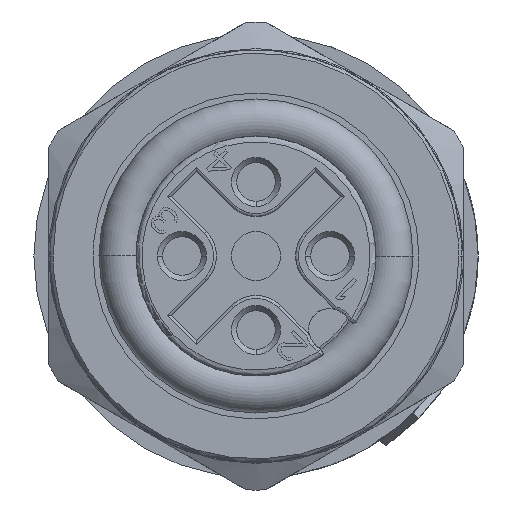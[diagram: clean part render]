
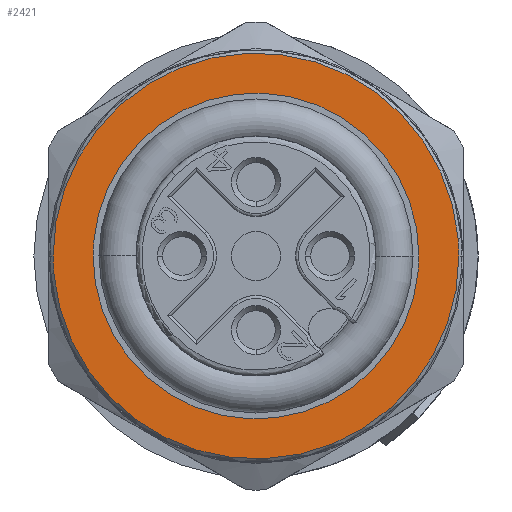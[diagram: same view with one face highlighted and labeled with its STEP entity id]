
A CAD part, front view. The second image highlights one B-rep face of the part: STEP entity #2421.
In plain terms, the highlighted planar face has unit normal (0, -1, 0).
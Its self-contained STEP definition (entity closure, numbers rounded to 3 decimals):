
#2421=ADVANCED_FACE('',(#4809,#4810),#4811,.T.);
#4809=FACE_OUTER_BOUND('',#18925,.T.);
#4810=FACE_BOUND('',#18926,.T.);
#4811=PLANE('',#18927);
#18925=EDGE_LOOP('',(#25439,#25440,#25441,#25442));
#18926=EDGE_LOOP('',(#25443,#25444,#25445,#25446));
#18927=AXIS2_PLACEMENT_3D('',#25447,#25448,#25449);
#25439=ORIENTED_EDGE('',*,*,#28360,.T.);
#25440=ORIENTED_EDGE('',*,*,#27804,.T.);
#25441=ORIENTED_EDGE('',*,*,#28362,.T.);
#25442=ORIENTED_EDGE('',*,*,#27798,.T.);
#25443=ORIENTED_EDGE('',*,*,#27861,.F.);
#25444=ORIENTED_EDGE('',*,*,#28364,.F.);
#25445=ORIENTED_EDGE('',*,*,#27792,.F.);
#25446=ORIENTED_EDGE('',*,*,#27863,.F.);
#25447=CARTESIAN_POINT('',(-7.535,-12.4,-7.497));
#25448=DIRECTION('',(0.0,-1.0,0.0));
#25449=DIRECTION('',(0.0,0.0,1.0));
#27792=EDGE_CURVE('',#31497,#31493,#31499,.T.);
#27798=EDGE_CURVE('',#31502,#31508,#31510,.T.);
#27804=EDGE_CURVE('',#31513,#31519,#31521,.T.);
#27861=EDGE_CURVE('',#31612,#31608,#31614,.T.);
#27863=EDGE_CURVE('',#31608,#31497,#31616,.T.);
#28360=EDGE_CURVE('',#31508,#31513,#32340,.T.);
#28362=EDGE_CURVE('',#31519,#31502,#32342,.T.);
#28364=EDGE_CURVE('',#31493,#31612,#32344,.T.);
#31493=VERTEX_POINT('',#39648);
#31497=VERTEX_POINT('',#39653);
#31499=CIRCLE('',#39656,5.5);
#31502=VERTEX_POINT('',#39659);
#31508=VERTEX_POINT('',#39666);
#31510=CIRCLE('',#39669,6.85);
#31513=VERTEX_POINT('',#39672);
#31519=VERTEX_POINT('',#39679);
#31521=CIRCLE('',#39682,6.85);
#31608=VERTEX_POINT('',#39781);
#31612=VERTEX_POINT('',#39786);
#31614=CIRCLE('',#39789,5.5);
#31616=CIRCLE('',#39791,5.5);
#32340=CIRCLE('',#41354,6.85);
#32342=CIRCLE('',#41356,6.85);
#32344=CIRCLE('',#41358,5.5);
#39648=CARTESIAN_POINT('',(-5.479,-12.4,0.479));
#39653=CARTESIAN_POINT('',(5.5,-12.4,0.0));
#39656=AXIS2_PLACEMENT_3D('',#43553,#43554,#43555);
#39659=CARTESIAN_POINT('',(-6.824,-12.4,-0.597));
#39666=CARTESIAN_POINT('',(6.85,-12.4,0.0));
#39669=AXIS2_PLACEMENT_3D('',#43564,#43565,#43566);
#39672=CARTESIAN_POINT('',(6.824,-12.4,0.597));
#39679=CARTESIAN_POINT('',(-6.85,-12.4,0.0));
#39682=AXIS2_PLACEMENT_3D('',#43575,#43576,#43577);
#39781=CARTESIAN_POINT('',(5.479,-12.4,-0.479));
#39786=CARTESIAN_POINT('',(-5.5,-12.4,0.0));
#39789=AXIS2_PLACEMENT_3D('',#43685,#43686,#43687);
#39791=AXIS2_PLACEMENT_3D('',#43688,#43689,#43690);
#41354=AXIS2_PLACEMENT_3D('',#44344,#44345,#44346);
#41356=AXIS2_PLACEMENT_3D('',#44347,#44348,#44349);
#41358=AXIS2_PLACEMENT_3D('',#44350,#44351,#44352);
#43553=CARTESIAN_POINT('',(0.0,-12.4,0.0));
#43554=DIRECTION('',(0.0,-1.0,0.0));
#43555=DIRECTION('',(1.0,0.0,0.0));
#43564=CARTESIAN_POINT('',(0.0,-12.4,0.0));
#43565=DIRECTION('',(0.0,-1.0,0.0));
#43566=DIRECTION('',(-1.0,0.0,0.0));
#43575=CARTESIAN_POINT('',(0.0,-12.4,0.0));
#43576=DIRECTION('',(0.0,-1.0,0.0));
#43577=DIRECTION('',(1.0,0.0,0.0));
#43685=CARTESIAN_POINT('',(0.0,-12.4,0.0));
#43686=DIRECTION('',(0.0,-1.0,0.0));
#43687=DIRECTION('',(-1.0,0.0,0.0));
#43688=CARTESIAN_POINT('',(0.0,-12.4,0.0));
#43689=DIRECTION('',(0.0,-1.0,0.0));
#43690=DIRECTION('',(-1.0,0.0,0.0));
#44344=CARTESIAN_POINT('',(0.0,-12.4,0.0));
#44345=DIRECTION('',(0.0,-1.0,0.0));
#44346=DIRECTION('',(1.0,0.0,0.0));
#44347=CARTESIAN_POINT('',(0.0,-12.4,0.0));
#44348=DIRECTION('',(0.0,-1.0,0.0));
#44349=DIRECTION('',(-1.0,0.0,0.0));
#44350=CARTESIAN_POINT('',(0.0,-12.4,0.0));
#44351=DIRECTION('',(0.0,-1.0,0.0));
#44352=DIRECTION('',(1.0,0.0,0.0));
